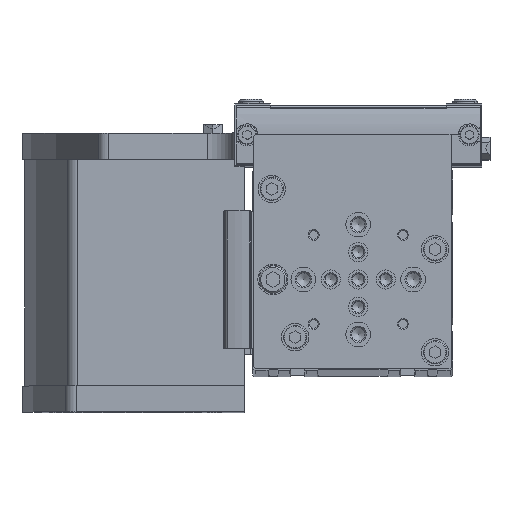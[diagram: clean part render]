
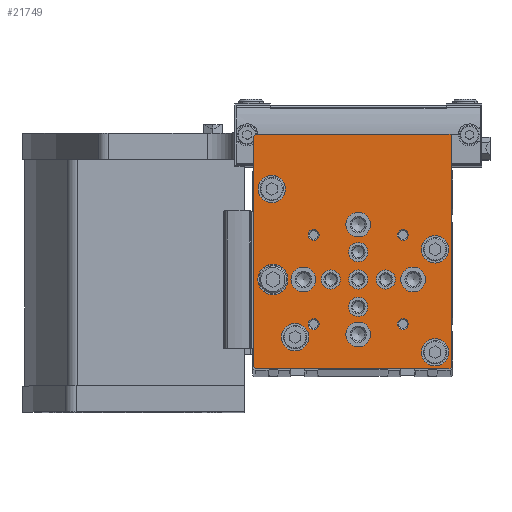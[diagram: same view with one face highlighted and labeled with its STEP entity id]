
A CAD part, top view. The second image highlights one B-rep face of the part: STEP entity #21749.
In plain terms, the highlighted planar face has unit normal (0, 0, 1).
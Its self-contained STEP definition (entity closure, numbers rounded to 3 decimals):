
#930=LINE('',#29908,#2240);
#934=LINE('',#29918,#2244);
#938=LINE('',#29928,#2248);
#942=LINE('',#29944,#2252);
#2240=VECTOR('',#25185,1000.);
#2244=VECTOR('',#25195,1000.);
#2248=VECTOR('',#25205,1000.);
#2252=VECTOR('',#25221,1000.);
#4038=ORIENTED_EDGE('',*,*,#7682,.T.);
#4039=ORIENTED_EDGE('',*,*,#7683,.T.);
#4040=ORIENTED_EDGE('',*,*,#7684,.T.);
#4041=ORIENTED_EDGE('',*,*,#7685,.T.);
#4042=ORIENTED_EDGE('',*,*,#7686,.T.);
#4043=ORIENTED_EDGE('',*,*,#7687,.T.);
#4044=ORIENTED_EDGE('',*,*,#7688,.T.);
#4045=ORIENTED_EDGE('',*,*,#7689,.T.);
#4046=ORIENTED_EDGE('',*,*,#7690,.T.);
#4047=ORIENTED_EDGE('',*,*,#7691,.T.);
#4048=ORIENTED_EDGE('',*,*,#7692,.T.);
#4049=ORIENTED_EDGE('',*,*,#7693,.T.);
#4050=ORIENTED_EDGE('',*,*,#7694,.T.);
#4051=ORIENTED_EDGE('',*,*,#7695,.T.);
#4052=ORIENTED_EDGE('',*,*,#7696,.T.);
#4053=ORIENTED_EDGE('',*,*,#7697,.T.);
#4054=ORIENTED_EDGE('',*,*,#7698,.T.);
#4055=ORIENTED_EDGE('',*,*,#7699,.T.);
#4056=ORIENTED_EDGE('',*,*,#7661,.T.);
#4057=ORIENTED_EDGE('',*,*,#7664,.T.);
#4058=ORIENTED_EDGE('',*,*,#7666,.T.);
#4059=ORIENTED_EDGE('',*,*,#7668,.T.);
#4060=ORIENTED_EDGE('',*,*,#7671,.T.);
#4061=ORIENTED_EDGE('',*,*,#7674,.T.);
#4062=ORIENTED_EDGE('',*,*,#7679,.T.);
#4063=ORIENTED_EDGE('',*,*,#7681,.T.);
#7661=EDGE_CURVE('',#9511,#9510,#930,.T.);
#7664=EDGE_CURVE('',#9510,#9512,#10781,.T.);
#7666=EDGE_CURVE('',#9512,#9513,#934,.T.);
#7668=EDGE_CURVE('',#9513,#9514,#10782,.T.);
#7671=EDGE_CURVE('',#9514,#9516,#938,.T.);
#7674=EDGE_CURVE('',#9516,#9518,#10784,.T.);
#7679=EDGE_CURVE('',#9518,#9522,#942,.T.);
#7681=EDGE_CURVE('',#9522,#9511,#10788,.T.);
#7682=EDGE_CURVE('',#9523,#9523,#10789,.T.);
#7683=EDGE_CURVE('',#9524,#9524,#10790,.T.);
#7684=EDGE_CURVE('',#9525,#9525,#10791,.T.);
#7685=EDGE_CURVE('',#9526,#9526,#10792,.T.);
#7686=EDGE_CURVE('',#9527,#9527,#10793,.T.);
#7687=EDGE_CURVE('',#9528,#9528,#10794,.T.);
#7688=EDGE_CURVE('',#9529,#9529,#10795,.T.);
#7689=EDGE_CURVE('',#9530,#9530,#10796,.T.);
#7690=EDGE_CURVE('',#9531,#9531,#10797,.T.);
#7691=EDGE_CURVE('',#9532,#9532,#10798,.T.);
#7692=EDGE_CURVE('',#9533,#9533,#10799,.T.);
#7693=EDGE_CURVE('',#9534,#9534,#10800,.T.);
#7694=EDGE_CURVE('',#9535,#9535,#10801,.T.);
#7695=EDGE_CURVE('',#9536,#9536,#10802,.T.);
#7696=EDGE_CURVE('',#9537,#9537,#10803,.T.);
#7697=EDGE_CURVE('',#9538,#9538,#10804,.T.);
#7698=EDGE_CURVE('',#9539,#9539,#10805,.T.);
#7699=EDGE_CURVE('',#9540,#9540,#10806,.T.);
#9510=VERTEX_POINT('',#29907);
#9511=VERTEX_POINT('',#29909);
#9512=VERTEX_POINT('',#29913);
#9513=VERTEX_POINT('',#29917);
#9514=VERTEX_POINT('',#29921);
#9516=VERTEX_POINT('',#29927);
#9518=VERTEX_POINT('',#29933);
#9522=VERTEX_POINT('',#29943);
#9523=VERTEX_POINT('',#29950);
#9524=VERTEX_POINT('',#29952);
#9525=VERTEX_POINT('',#29954);
#9526=VERTEX_POINT('',#29956);
#9527=VERTEX_POINT('',#29958);
#9528=VERTEX_POINT('',#29960);
#9529=VERTEX_POINT('',#29962);
#9530=VERTEX_POINT('',#29964);
#9531=VERTEX_POINT('',#29966);
#9532=VERTEX_POINT('',#29968);
#9533=VERTEX_POINT('',#29970);
#9534=VERTEX_POINT('',#29972);
#9535=VERTEX_POINT('',#29974);
#9536=VERTEX_POINT('',#29976);
#9537=VERTEX_POINT('',#29978);
#9538=VERTEX_POINT('',#29980);
#9539=VERTEX_POINT('',#29982);
#9540=VERTEX_POINT('',#29984);
#10781=CIRCLE('',#22872,1.);
#10782=CIRCLE('',#22875,1.);
#10784=CIRCLE('',#22879,1.);
#10788=CIRCLE('',#22885,1.);
#10789=CIRCLE('',#22887,5.);
#10790=CIRCLE('',#22888,5.);
#10791=CIRCLE('',#22889,5.);
#10792=CIRCLE('',#22890,5.);
#10793=CIRCLE('',#22891,5.5);
#10794=CIRCLE('',#22892,2.);
#10795=CIRCLE('',#22893,2.);
#10796=CIRCLE('',#22894,2.);
#10797=CIRCLE('',#22895,2.);
#10798=CIRCLE('',#22896,4.5);
#10799=CIRCLE('',#22897,4.5);
#10800=CIRCLE('',#22898,4.5);
#10801=CIRCLE('',#22899,4.5);
#10802=CIRCLE('',#22900,3.5);
#10803=CIRCLE('',#22901,3.5);
#10804=CIRCLE('',#22902,3.5);
#10805=CIRCLE('',#22903,3.5);
#10806=CIRCLE('',#22904,3.5);
#11512=EDGE_LOOP('',(#4038));
#11513=EDGE_LOOP('',(#4039));
#11514=EDGE_LOOP('',(#4040));
#11515=EDGE_LOOP('',(#4041));
#11516=EDGE_LOOP('',(#4042));
#11517=EDGE_LOOP('',(#4043));
#11518=EDGE_LOOP('',(#4044));
#11519=EDGE_LOOP('',(#4045));
#11520=EDGE_LOOP('',(#4046));
#11521=EDGE_LOOP('',(#4047));
#11522=EDGE_LOOP('',(#4048));
#11523=EDGE_LOOP('',(#4049));
#11524=EDGE_LOOP('',(#4050));
#11525=EDGE_LOOP('',(#4051));
#11526=EDGE_LOOP('',(#4052));
#11527=EDGE_LOOP('',(#4053));
#11528=EDGE_LOOP('',(#4054));
#11529=EDGE_LOOP('',(#4055));
#11530=EDGE_LOOP('',(#4056,#4057,#4058,#4059,#4060,#4061,#4062,#4063));
#12958=FACE_BOUND('',#11512,.T.);
#12959=FACE_BOUND('',#11513,.T.);
#12960=FACE_BOUND('',#11514,.T.);
#12961=FACE_BOUND('',#11515,.T.);
#12962=FACE_BOUND('',#11516,.T.);
#12963=FACE_BOUND('',#11517,.T.);
#12964=FACE_BOUND('',#11518,.T.);
#12965=FACE_BOUND('',#11519,.T.);
#12966=FACE_BOUND('',#11520,.T.);
#12967=FACE_BOUND('',#11521,.T.);
#12968=FACE_BOUND('',#11522,.T.);
#12969=FACE_BOUND('',#11523,.T.);
#12970=FACE_BOUND('',#11524,.T.);
#12971=FACE_BOUND('',#11525,.T.);
#12972=FACE_BOUND('',#11526,.T.);
#12973=FACE_BOUND('',#11527,.T.);
#12974=FACE_BOUND('',#11528,.T.);
#12975=FACE_BOUND('',#11529,.T.);
#12976=FACE_BOUND('',#11530,.T.);
#14391=PLANE('',#22886);
#21749=ADVANCED_FACE('',(#12958,#12959,#12960,#12961,#12962,#12963,#12964,
#12965,#12966,#12967,#12968,#12969,#12970,#12971,#12972,#12973,#12974,#12975,
#12976),#14391,.T.);
#22872=AXIS2_PLACEMENT_3D('',#29914,#25190,#25191);
#22875=AXIS2_PLACEMENT_3D('',#29922,#25199,#25200);
#22879=AXIS2_PLACEMENT_3D('',#29934,#25211,#25212);
#22885=AXIS2_PLACEMENT_3D('',#29947,#25226,#25227);
#22886=AXIS2_PLACEMENT_3D('',#29948,#25228,#25229);
#22887=AXIS2_PLACEMENT_3D('',#29949,#25230,#25231);
#22888=AXIS2_PLACEMENT_3D('',#29951,#25232,#25233);
#22889=AXIS2_PLACEMENT_3D('',#29953,#25234,#25235);
#22890=AXIS2_PLACEMENT_3D('',#29955,#25236,#25237);
#22891=AXIS2_PLACEMENT_3D('',#29957,#25238,#25239);
#22892=AXIS2_PLACEMENT_3D('',#29959,#25240,#25241);
#22893=AXIS2_PLACEMENT_3D('',#29961,#25242,#25243);
#22894=AXIS2_PLACEMENT_3D('',#29963,#25244,#25245);
#22895=AXIS2_PLACEMENT_3D('',#29965,#25246,#25247);
#22896=AXIS2_PLACEMENT_3D('',#29967,#25248,#25249);
#22897=AXIS2_PLACEMENT_3D('',#29969,#25250,#25251);
#22898=AXIS2_PLACEMENT_3D('',#29971,#25252,#25253);
#22899=AXIS2_PLACEMENT_3D('',#29973,#25254,#25255);
#22900=AXIS2_PLACEMENT_3D('',#29975,#25256,#25257);
#22901=AXIS2_PLACEMENT_3D('',#29977,#25258,#25259);
#22902=AXIS2_PLACEMENT_3D('',#29979,#25260,#25261);
#22903=AXIS2_PLACEMENT_3D('',#29981,#25262,#25263);
#22904=AXIS2_PLACEMENT_3D('',#29983,#25264,#25265);
#25185=DIRECTION('',(0.,-1.,0.));
#25190=DIRECTION('',(0.,0.,1.));
#25191=DIRECTION('',(1.,0.,0.));
#25195=DIRECTION('',(1.,0.,0.));
#25199=DIRECTION('',(0.,0.,1.));
#25200=DIRECTION('',(1.,0.,0.));
#25205=DIRECTION('',(0.,1.,0.));
#25211=DIRECTION('',(0.,0.,1.));
#25212=DIRECTION('',(1.,0.,0.));
#25221=DIRECTION('',(-1.,0.,0.));
#25226=DIRECTION('',(0.,0.,1.));
#25227=DIRECTION('',(1.,0.,0.));
#25228=DIRECTION('',(0.,0.,1.));
#25229=DIRECTION('',(1.,0.,0.));
#25230=DIRECTION('',(0.,0.,-1.));
#25231=DIRECTION('',(-1.,0.,0.));
#25232=DIRECTION('',(0.,0.,-1.));
#25233=DIRECTION('',(-1.,0.,0.));
#25234=DIRECTION('',(0.,0.,-1.));
#25235=DIRECTION('',(-1.,0.,0.));
#25236=DIRECTION('',(0.,0.,-1.));
#25237=DIRECTION('',(-1.,0.,0.));
#25238=DIRECTION('',(0.,0.,-1.));
#25239=DIRECTION('',(-1.,0.,0.));
#25240=DIRECTION('',(0.,0.,-1.));
#25241=DIRECTION('',(-1.,0.,0.));
#25242=DIRECTION('',(0.,0.,-1.));
#25243=DIRECTION('',(-1.,0.,0.));
#25244=DIRECTION('',(0.,0.,-1.));
#25245=DIRECTION('',(-1.,0.,0.));
#25246=DIRECTION('',(0.,0.,-1.));
#25247=DIRECTION('',(-1.,0.,0.));
#25248=DIRECTION('',(0.,0.,-1.));
#25249=DIRECTION('',(-1.,0.,0.));
#25250=DIRECTION('',(0.,0.,-1.));
#25251=DIRECTION('',(-1.,0.,0.));
#25252=DIRECTION('',(0.,0.,-1.));
#25253=DIRECTION('',(-1.,0.,0.));
#25254=DIRECTION('',(0.,0.,-1.));
#25255=DIRECTION('',(-1.,0.,0.));
#25256=DIRECTION('',(0.,0.,-1.));
#25257=DIRECTION('',(-1.,0.,0.));
#25258=DIRECTION('',(0.,0.,-1.));
#25259=DIRECTION('',(-1.,0.,0.));
#25260=DIRECTION('',(0.,0.,-1.));
#25261=DIRECTION('',(-1.,0.,0.));
#25262=DIRECTION('',(0.,0.,-1.));
#25263=DIRECTION('',(-1.,0.,0.));
#25264=DIRECTION('',(0.,0.,-1.));
#25265=DIRECTION('',(-1.,0.,0.));
#29907=CARTESIAN_POINT('',(-36.,1.5,20.));
#29908=CARTESIAN_POINT('',(-36.,85.,20.));
#29909=CARTESIAN_POINT('',(-36.,85.,20.));
#29913=CARTESIAN_POINT('',(-35.,0.5,20.));
#29914=CARTESIAN_POINT('',(-35.,1.5,20.));
#29917=CARTESIAN_POINT('',(35.,0.5,20.));
#29918=CARTESIAN_POINT('',(-35.,0.5,20.));
#29921=CARTESIAN_POINT('',(36.,1.5,20.));
#29922=CARTESIAN_POINT('',(35.,1.5,20.));
#29927=CARTESIAN_POINT('',(36.,85.,20.));
#29928=CARTESIAN_POINT('',(36.,1.5,20.));
#29933=CARTESIAN_POINT('',(35.,86.,20.));
#29934=CARTESIAN_POINT('',(35.,85.,20.));
#29943=CARTESIAN_POINT('',(-35.,86.,20.));
#29944=CARTESIAN_POINT('',(35.,86.,20.));
#29947=CARTESIAN_POINT('',(-35.,85.,20.));
#29948=CARTESIAN_POINT('',(-35.,1.5,20.));
#29949=CARTESIAN_POINT('',(-21.,12.,20.));
#29950=CARTESIAN_POINT('',(-26.,12.,20.));
#29951=CARTESIAN_POINT('',(30.,44.,20.));
#29952=CARTESIAN_POINT('',(25.,44.,20.));
#29953=CARTESIAN_POINT('',(-29.5,66.,20.));
#29954=CARTESIAN_POINT('',(-34.5,66.,20.));
#29955=CARTESIAN_POINT('',(30.,6.5,20.));
#29956=CARTESIAN_POINT('',(25.,6.5,20.));
#29957=CARTESIAN_POINT('',(-29.1,33.,20.));
#29958=CARTESIAN_POINT('',(-34.6,33.,20.));
#29959=CARTESIAN_POINT('',(18.25,49.25,20.));
#29960=CARTESIAN_POINT('',(16.25,49.25,20.));
#29961=CARTESIAN_POINT('',(-14.25,49.25,20.));
#29962=CARTESIAN_POINT('',(-16.25,49.25,20.));
#29963=CARTESIAN_POINT('',(-14.25,16.75,20.));
#29964=CARTESIAN_POINT('',(-16.25,16.75,20.));
#29965=CARTESIAN_POINT('',(18.25,16.75,20.));
#29966=CARTESIAN_POINT('',(16.25,16.75,20.));
#29967=CARTESIAN_POINT('',(22.,33.,20.));
#29968=CARTESIAN_POINT('',(17.5,33.,20.));
#29969=CARTESIAN_POINT('',(2.,13.,20.));
#29970=CARTESIAN_POINT('',(-2.5,13.,20.));
#29971=CARTESIAN_POINT('',(-18.,33.,20.));
#29972=CARTESIAN_POINT('',(-22.5,33.,20.));
#29973=CARTESIAN_POINT('',(2.,53.,20.));
#29974=CARTESIAN_POINT('',(-2.5,53.,20.));
#29975=CARTESIAN_POINT('',(12.,33.,20.));
#29976=CARTESIAN_POINT('',(8.5,33.,20.));
#29977=CARTESIAN_POINT('',(2.,23.,20.));
#29978=CARTESIAN_POINT('',(-1.5,23.,20.));
#29979=CARTESIAN_POINT('',(-8.,33.,20.));
#29980=CARTESIAN_POINT('',(-11.5,33.,20.));
#29981=CARTESIAN_POINT('',(2.,43.,20.));
#29982=CARTESIAN_POINT('',(-1.5,43.,20.));
#29983=CARTESIAN_POINT('',(2.,33.,20.));
#29984=CARTESIAN_POINT('',(-1.5,33.,20.));
